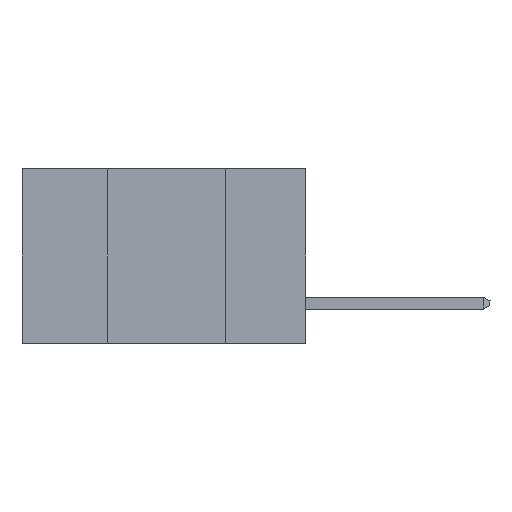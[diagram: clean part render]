
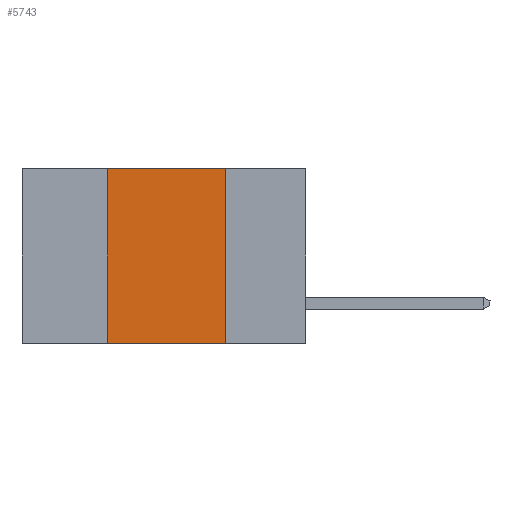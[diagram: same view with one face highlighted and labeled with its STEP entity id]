
A CAD part, left-side view. The second image highlights one B-rep face of the part: STEP entity #5743.
In plain terms, the highlighted planar face has unit normal (-1, 0, 0).
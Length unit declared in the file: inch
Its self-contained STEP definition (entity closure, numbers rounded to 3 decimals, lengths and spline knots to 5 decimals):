
#463 = LINE ( 'NONE', #3474, #11609 ) ;
#980 = EDGE_CURVE ( 'NONE', #12244, #6530, #463, .T. ) ;
#1404 = CARTESIAN_POINT ( 'NONE',  ( 0., 0.17, 0. ) ) ;
#1450 = CARTESIAN_POINT ( 'NONE',  ( 0., 0.17, -0.37 ) ) ;
#1630 = VECTOR ( 'NONE', #10602, 39.37008 ) ;
#1676 = LINE ( 'NONE', #5624, #10882 ) ;
#2873 = VERTEX_POINT ( 'NONE', #5479 ) ;
#3474 = CARTESIAN_POINT ( 'NONE',  ( 0., 0.6, -0.37 ) ) ;
#3699 = ORIENTED_EDGE ( 'NONE', *, *, #980, .T. ) ;
#3782 = ORIENTED_EDGE ( 'NONE', *, *, #4428, .F. ) ;
#4363 = VECTOR ( 'NONE', #11875, 39.37008 ) ;
#4428 = EDGE_CURVE ( 'NONE', #5358, #6530, #7047, .T. ) ;
#4588 = AXIS2_PLACEMENT_3D ( 'NONE', #6569, #11377, #5674 ) ;
#4671 = FACE_OUTER_BOUND ( 'NONE', #10051, .T. ) ;
#5214 = CARTESIAN_POINT ( 'NONE',  ( 0., 0.42, -0.37 ) ) ;
#5358 = VERTEX_POINT ( 'NONE', #1404 ) ;
#5479 = CARTESIAN_POINT ( 'NONE',  ( 0., 0.42, 0. ) ) ;
#5624 = CARTESIAN_POINT ( 'NONE',  ( 0., 0.6, 0. ) ) ;
#5674 = DIRECTION ( 'NONE',  ( 0., 0., -1. ) ) ;
#5743 = ADVANCED_FACE ( 'NONE', ( #4671 ), #8411, .F. ) ;
#6530 = VERTEX_POINT ( 'NONE', #11273 ) ;
#6569 = CARTESIAN_POINT ( 'NONE',  ( 0., 0.6, 0. ) ) ;
#6606 = ORIENTED_EDGE ( 'NONE', *, *, #9352, .F. ) ;
#6722 = LINE ( 'NONE', #11292, #1630 ) ;
#7045 = EDGE_CURVE ( 'NONE', #2873, #5358, #1676, .T. ) ;
#7047 = LINE ( 'NONE', #1450, #4363 ) ;
#7144 = DIRECTION ( 'NONE',  ( 0., -1., 0. ) ) ;
#8411 = PLANE ( 'NONE',  #4588 ) ;
#9352 = EDGE_CURVE ( 'NONE', #12244, #2873, #6722, .T. ) ;
#9487 = DIRECTION ( 'NONE',  ( 0., -1., 0. ) ) ;
#10051 = EDGE_LOOP ( 'NONE', ( #3782, #10687, #6606, #3699 ) ) ;
#10602 = DIRECTION ( 'NONE',  ( 0., 0., 1. ) ) ;
#10687 = ORIENTED_EDGE ( 'NONE', *, *, #7045, .F. ) ;
#10882 = VECTOR ( 'NONE', #9487, 39.37008 ) ;
#11273 = CARTESIAN_POINT ( 'NONE',  ( 0., 0.17, -0.37 ) ) ;
#11292 = CARTESIAN_POINT ( 'NONE',  ( 0., 0.42, -0.37 ) ) ;
#11377 = DIRECTION ( 'NONE',  ( 1., 0., 0. ) ) ;
#11609 = VECTOR ( 'NONE', #7144, 39.37008 ) ;
#11875 = DIRECTION ( 'NONE',  ( 0., 0., -1. ) ) ;
#12244 = VERTEX_POINT ( 'NONE', #5214 ) ;
